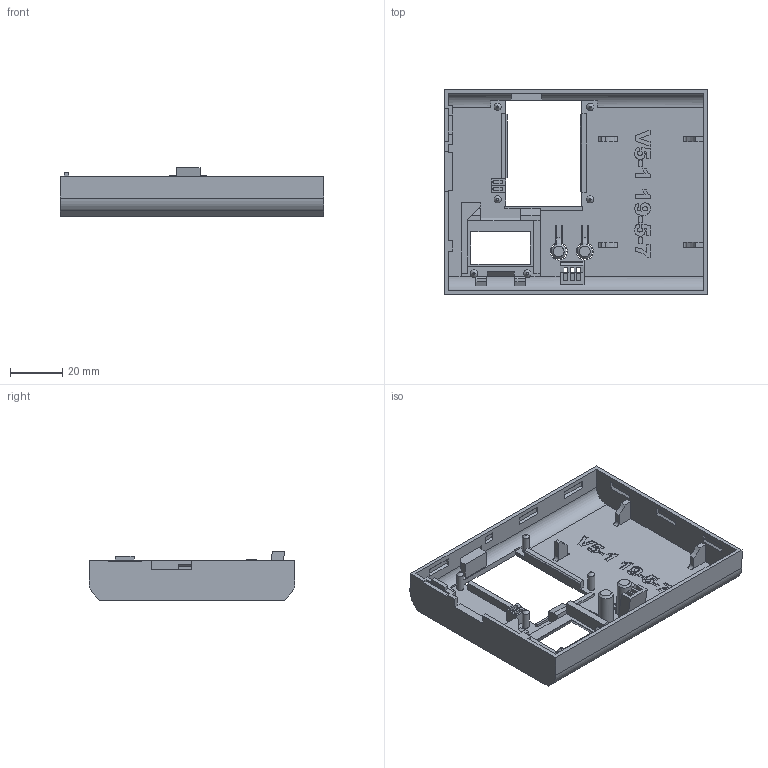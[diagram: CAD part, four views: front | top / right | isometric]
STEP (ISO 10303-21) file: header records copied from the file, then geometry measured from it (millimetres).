
FILE_DESCRIPTION(/* description */ (''),/* implementation_level */ '2;1');
FILE_NAME(/* name */ 'Anker HS Top V5.1-v27.step',/* time_stamp */ '2019-07-08T09:10:59-06:00',/* author */ (''),/* organization */ (''),/* preprocessor_version */ 'ST-DEVELOPER v18',/* originating_system */ 'Autodesk Translation Framework v8.2.0.1029',/* authorisation */ '');
FILE_SCHEMA (('AUTOMOTIVE_DESIGN { 1 0 10303 214 3 1 1 }'));
Length unit declared in the file: millimetre
Products named in the file (2): Anker HS; Case HS (1)
Assembly tree (1 placements, depth 2):
  Anker HS
    Case HS (1)
Bounding box: 100.82 x 78.74 x 18.63 mm (x, y, z)
Volume: 21093.2 mm3; surface area: 27116.2 mm2
Topology: 1 solids, 1 shells, 709 faces, 1951 edges, 1292 vertices
Faces by surface type: plane 444, bspline 217, cylinder 38, cone 8, torus 2
Full cylindrical faces by diameter (mm): 2.7 x4, 2.8 x2, 5.6 x2
Entity records: 24455 total; most frequent: CARTESIAN_POINT 7726, ORIENTED_EDGE 3902, DIRECTION 2603, EDGE_CURVE 1951, LINE 1401, VECTOR 1401, VERTEX_POINT 1292, EDGE_LOOP 777
